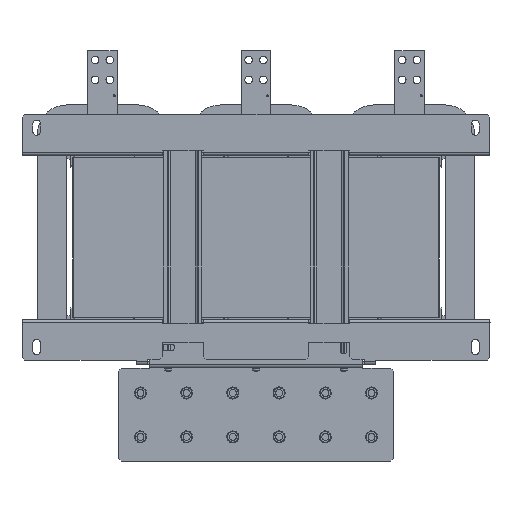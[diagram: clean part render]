
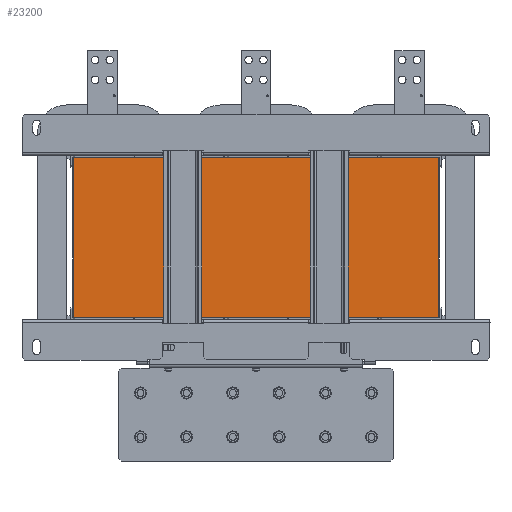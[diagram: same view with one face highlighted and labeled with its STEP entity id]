
A CAD part, front view. The second image highlights one B-rep face of the part: STEP entity #23200.
In plain terms, the highlighted planar face has unit normal (0, -1, 0).
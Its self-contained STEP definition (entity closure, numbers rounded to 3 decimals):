
#1103 = AXIS2_PLACEMENT_3D ( 'NONE', #3726, #3721, #3720 ) ;
#3720 = DIRECTION ( 'NONE',  ( 0., 0., 1. ) ) ;
#3721 = DIRECTION ( 'NONE',  ( 0., 1., 0. ) ) ;
#3726 = CARTESIAN_POINT ( 'NONE',  ( -312.5, -290., 137. ) ) ;
#3728 = PLANE ( 'NONE',  #1103 ) ;
#5672 = VERTEX_POINT ( 'NONE', #18310 ) ;
#6009 = VERTEX_POINT ( 'NONE', #15083 ) ;
#6336 = VERTEX_POINT ( 'NONE', #14857 ) ;
#6547 = VERTEX_POINT ( 'NONE', #14740 ) ;
#7897 = DIRECTION ( 'NONE',  ( 1., 0., 0. ) ) ;
#7898 = CARTESIAN_POINT ( 'NONE',  ( -312.5, -290., 137. ) ) ;
#8781 = EDGE_LOOP ( 'NONE', ( #12008, #12056, #12233, #11761 ) ) ;
#9751 = DIRECTION ( 'NONE',  ( 0., 0., -1. ) ) ;
#9766 = CARTESIAN_POINT ( 'NONE',  ( 312.5, -290., 137. ) ) ;
#9772 = DIRECTION ( 'NONE',  ( 1., 0., 0. ) ) ;
#9780 = CARTESIAN_POINT ( 'NONE',  ( -312.5, -290., -137. ) ) ;
#9786 = DIRECTION ( 'NONE',  ( 0., 0., -1. ) ) ;
#9791 = CARTESIAN_POINT ( 'NONE',  ( -312.5, -290., 137. ) ) ;
#11761 = ORIENTED_EDGE ( 'NONE', *, *, #19515, .T. ) ;
#12008 = ORIENTED_EDGE ( 'NONE', *, *, #19520, .T. ) ;
#12056 = ORIENTED_EDGE ( 'NONE', *, *, #19526, .F. ) ;
#12233 = ORIENTED_EDGE ( 'NONE', *, *, #19758, .F. ) ;
#14740 = CARTESIAN_POINT ( 'NONE',  ( 312.5, -290., -137. ) ) ;
#14857 = CARTESIAN_POINT ( 'NONE',  ( -312.5, -290., 137. ) ) ;
#15083 = CARTESIAN_POINT ( 'NONE',  ( -312.5, -290., -137. ) ) ;
#15609 = LINE ( 'NONE', #9780, #15684 ) ;
#15625 = VECTOR ( 'NONE', #9751, 1000. ) ;
#15683 = LINE ( 'NONE', #9766, #15625 ) ;
#15684 = VECTOR ( 'NONE', #9772, 1000. ) ;
#15686 = VECTOR ( 'NONE', #9786, 1000. ) ;
#15687 = LINE ( 'NONE', #9791, #15686 ) ;
#15937 = VECTOR ( 'NONE', #7897, 1000. ) ;
#15944 = LINE ( 'NONE', #7898, #15937 ) ;
#17932 = FACE_OUTER_BOUND ( 'NONE', #8781, .T. ) ;
#18310 = CARTESIAN_POINT ( 'NONE',  ( 312.5, -290., 137. ) ) ;
#19515 = EDGE_CURVE ( 'NONE', #6336, #6009, #15687, .T. ) ;
#19520 = EDGE_CURVE ( 'NONE', #6009, #6547, #15609, .T. ) ;
#19526 = EDGE_CURVE ( 'NONE', #5672, #6547, #15683, .T. ) ;
#19758 = EDGE_CURVE ( 'NONE', #6336, #5672, #15944, .T. ) ;
#23200 = ADVANCED_FACE ( 'NONE', ( #17932 ), #3728, .F. ) ;
